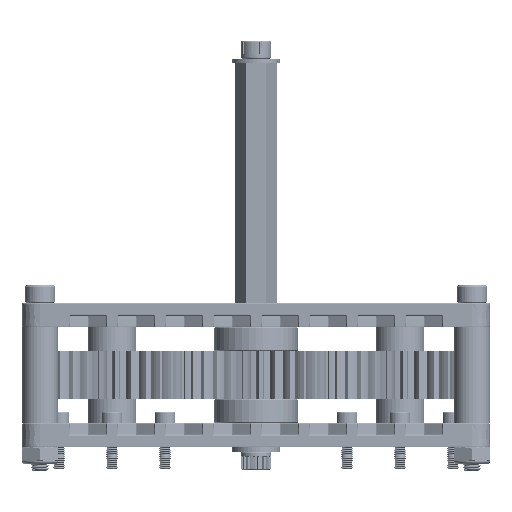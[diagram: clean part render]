
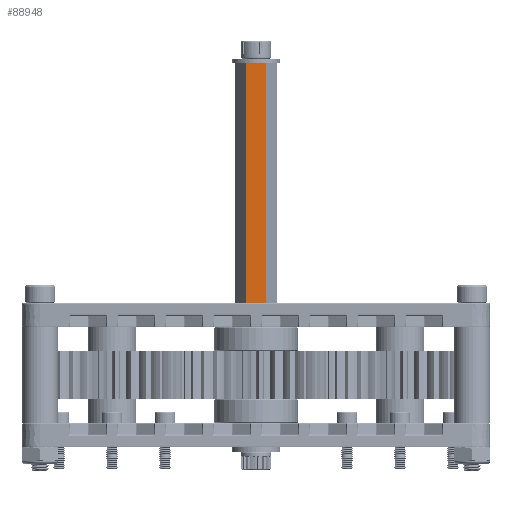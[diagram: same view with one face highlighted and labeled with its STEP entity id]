
A CAD part, front view. The second image highlights one B-rep face of the part: STEP entity #88948.
In plain terms, the highlighted planar face has unit normal (0, -1, 0).
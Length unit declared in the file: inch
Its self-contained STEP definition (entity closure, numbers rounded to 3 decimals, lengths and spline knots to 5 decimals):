
#754 = VERTEX_POINT ( 'NONE', #97400 ) ;
#3281 = LINE ( 'NONE', #42118, #54587 ) ;
#8066 = CARTESIAN_POINT ( 'NONE',  ( 0.10825, -0.1875, 0. ) ) ;
#13305 = VECTOR ( 'NONE', #86847, 39.37008 ) ;
#16926 = VERTEX_POINT ( 'NONE', #8066 ) ;
#20748 = CARTESIAN_POINT ( 'NONE',  ( -0.10825, -0.1875, 4. ) ) ;
#22710 = CARTESIAN_POINT ( 'NONE',  ( 0.10825, -0.1875, 4. ) ) ;
#26926 = PLANE ( 'NONE',  #27626 ) ;
#27626 = AXIS2_PLACEMENT_3D ( 'NONE', #57316, #66356, #59401 ) ;
#28860 = CARTESIAN_POINT ( 'NONE',  ( -0.10825, -0.1875, 0. ) ) ;
#33001 = VERTEX_POINT ( 'NONE', #20748 ) ;
#35293 = EDGE_LOOP ( 'NONE', ( #35944, #64264, #73852, #78412 ) ) ;
#35944 = ORIENTED_EDGE ( 'NONE', *, *, #57415, .T. ) ;
#42118 = CARTESIAN_POINT ( 'NONE',  ( -0.10825, -0.1875, 4. ) ) ;
#48390 = VECTOR ( 'NONE', #104103, 39.37008 ) ;
#52347 = EDGE_CURVE ( 'NONE', #33001, #76083, #77275, .T. ) ;
#54587 = VECTOR ( 'NONE', #91052, 39.37008 ) ;
#57316 = CARTESIAN_POINT ( 'NONE',  ( -0.10825, -0.1875, 4. ) ) ;
#57415 = EDGE_CURVE ( 'NONE', #76083, #16926, #101771, .T. ) ;
#59401 = DIRECTION ( 'NONE',  ( -1., 0., 0. ) ) ;
#64264 = ORIENTED_EDGE ( 'NONE', *, *, #104345, .F. ) ;
#66356 = DIRECTION ( 'NONE',  ( 0., 1., 0. ) ) ;
#70100 = LINE ( 'NONE', #22710, #48390 ) ;
#72992 = CARTESIAN_POINT ( 'NONE',  ( -0.10825, -0.1875, 0. ) ) ;
#73852 = ORIENTED_EDGE ( 'NONE', *, *, #94269, .F. ) ;
#74312 = FACE_OUTER_BOUND ( 'NONE', #35293, .T. ) ;
#76083 = VERTEX_POINT ( 'NONE', #72992 ) ;
#77275 = LINE ( 'NONE', #92737, #91375 ) ;
#78412 = ORIENTED_EDGE ( 'NONE', *, *, #52347, .T. ) ;
#86847 = DIRECTION ( 'NONE',  ( 1., 0., 0. ) ) ;
#88948 = ADVANCED_FACE ( 'NONE', ( #74312 ), #26926, .F. ) ;
#91052 = DIRECTION ( 'NONE',  ( 1., 0., 0. ) ) ;
#91152 = DIRECTION ( 'NONE',  ( 0., 0., -1. ) ) ;
#91375 = VECTOR ( 'NONE', #91152, 39.37008 ) ;
#92737 = CARTESIAN_POINT ( 'NONE',  ( -0.10825, -0.1875, 4. ) ) ;
#94269 = EDGE_CURVE ( 'NONE', #33001, #754, #3281, .T. ) ;
#97400 = CARTESIAN_POINT ( 'NONE',  ( 0.10825, -0.1875, 4. ) ) ;
#101771 = LINE ( 'NONE', #28860, #13305 ) ;
#104103 = DIRECTION ( 'NONE',  ( 0., 0., -1. ) ) ;
#104345 = EDGE_CURVE ( 'NONE', #754, #16926, #70100, .T. ) ;
